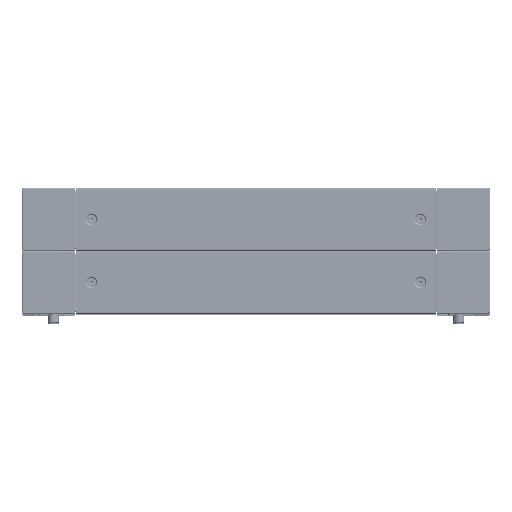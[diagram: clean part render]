
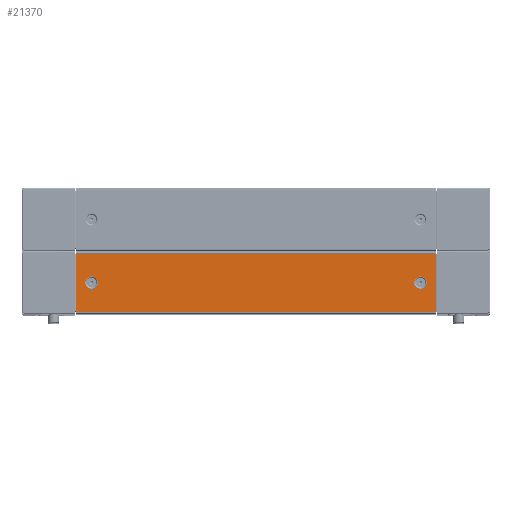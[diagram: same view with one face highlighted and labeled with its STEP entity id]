
A CAD part, top view. The second image highlights one B-rep face of the part: STEP entity #21370.
In plain terms, the highlighted face is planar.
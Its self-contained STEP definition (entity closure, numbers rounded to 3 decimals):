
#418 = EDGE_LOOP ( 'NONE', ( #11214, #11227 ) ) ;
#422 = EDGE_LOOP ( 'NONE', ( #11197, #11195, #11178, #11226 ) ) ;
#423 = EDGE_LOOP ( 'NONE', ( #11199, #11213 ) ) ;
#6796 = VECTOR ( 'NONE', #31044, 1000. ) ;
#6820 = LINE ( 'NONE', #31045, #6845 ) ;
#6823 = CIRCLE ( 'NONE', #30814, 10. ) ;
#6824 = LINE ( 'NONE', #31037, #6796 ) ;
#6845 = VECTOR ( 'NONE', #31051, 1000. ) ;
#6848 = VECTOR ( 'NONE', #31058, 1000. ) ;
#6888 = LINE ( 'NONE', #31050, #6848 ) ;
#7010 = CIRCLE ( 'NONE', #30807, 10. ) ;
#7670 = VECTOR ( 'NONE', #21179, 1000. ) ;
#8865 = CIRCLE ( 'NONE', #30851, 10. ) ;
#8905 = CIRCLE ( 'NONE', #30892, 10. ) ;
#10230 = FACE_BOUND ( 'NONE', #423, .T. ) ;
#10232 = FACE_BOUND ( 'NONE', #418, .T. ) ;
#10237 = FACE_OUTER_BOUND ( 'NONE', #422, .T. ) ;
#10783 = LINE ( 'NONE', #21178, #7670 ) ;
#11178 = ORIENTED_EDGE ( 'NONE', *, *, #24126, .T. ) ;
#11195 = ORIENTED_EDGE ( 'NONE', *, *, #24120, .F. ) ;
#11197 = ORIENTED_EDGE ( 'NONE', *, *, #24123, .T. ) ;
#11199 = ORIENTED_EDGE ( 'NONE', *, *, #24135, .F. ) ;
#11213 = ORIENTED_EDGE ( 'NONE', *, *, #24017, .F. ) ;
#11214 = ORIENTED_EDGE ( 'NONE', *, *, #24041, .T. ) ;
#11226 = ORIENTED_EDGE ( 'NONE', *, *, #24087, .F. ) ;
#11227 = ORIENTED_EDGE ( 'NONE', *, *, #24117, .T. ) ;
#17045 = AXIS2_PLACEMENT_3D ( 'NONE', #19404, #19409, #19410 ) ;
#19404 = CARTESIAN_POINT ( 'NONE',  ( -289., -48., 0. ) ) ;
#19406 = PLANE ( 'NONE',  #17045 ) ;
#19409 = DIRECTION ( 'NONE',  ( 0., 0., 1. ) ) ;
#19410 = DIRECTION ( 'NONE',  ( 1., 0., 0. ) ) ;
#20998 = CARTESIAN_POINT ( 'NONE',  ( 263.5, 0., 0. ) ) ;
#20999 = DIRECTION ( 'NONE',  ( 0., 0., -1. ) ) ;
#21000 = DIRECTION ( 'NONE',  ( -1., 0., 0. ) ) ;
#21064 = CARTESIAN_POINT ( 'NONE',  ( -263.5, 0., 0. ) ) ;
#21065 = DIRECTION ( 'NONE',  ( 0., 0., 1. ) ) ;
#21066 = DIRECTION ( 'NONE',  ( 1., 0., 0. ) ) ;
#21178 = CARTESIAN_POINT ( 'NONE',  ( 289., 48., 0. ) ) ;
#21179 = DIRECTION ( 'NONE',  ( 0., 1., 0. ) ) ;
#21370 = ADVANCED_FACE ( 'NONE', ( #10232, #10237, #10230 ), #19406, .F. ) ;
#23490 = VERTEX_POINT ( 'NONE', #28364 ) ;
#23492 = VERTEX_POINT ( 'NONE', #28366 ) ;
#23503 = VERTEX_POINT ( 'NONE', #28377 ) ;
#23505 = VERTEX_POINT ( 'NONE', #28379 ) ;
#23514 = VERTEX_POINT ( 'NONE', #28388 ) ;
#23515 = VERTEX_POINT ( 'NONE', #28389 ) ;
#23516 = VERTEX_POINT ( 'NONE', #28390 ) ;
#23518 = VERTEX_POINT ( 'NONE', #28392 ) ;
#24017 = EDGE_CURVE ( 'NONE', #23490, #23492, #8905, .T. ) ;
#24041 = EDGE_CURVE ( 'NONE', #23505, #23503, #8865, .T. ) ;
#24087 = EDGE_CURVE ( 'NONE', #23514, #23518, #10783, .T. ) ;
#24117 = EDGE_CURVE ( 'NONE', #23503, #23505, #6823, .T. ) ;
#24120 = EDGE_CURVE ( 'NONE', #23515, #23516, #6824, .T. ) ;
#24123 = EDGE_CURVE ( 'NONE', #23514, #23516, #6820, .T. ) ;
#24126 = EDGE_CURVE ( 'NONE', #23515, #23518, #6888, .T. ) ;
#24135 = EDGE_CURVE ( 'NONE', #23492, #23490, #7010, .T. ) ;
#28364 = CARTESIAN_POINT ( 'NONE',  ( 273.5, 0., 0. ) ) ;
#28366 = CARTESIAN_POINT ( 'NONE',  ( 253.5, 0., 0. ) ) ;
#28377 = CARTESIAN_POINT ( 'NONE',  ( -273.5, 0., 0. ) ) ;
#28379 = CARTESIAN_POINT ( 'NONE',  ( -253.5, 0., 0. ) ) ;
#28388 = CARTESIAN_POINT ( 'NONE',  ( 289., -47.9, 0. ) ) ;
#28389 = CARTESIAN_POINT ( 'NONE',  ( -289., 47.9, 0. ) ) ;
#28390 = CARTESIAN_POINT ( 'NONE',  ( -289., -47.9, 0. ) ) ;
#28392 = CARTESIAN_POINT ( 'NONE',  ( 289., 47.9, 0. ) ) ;
#30807 = AXIS2_PLACEMENT_3D ( 'NONE', #31063, #31078, #31079 ) ;
#30814 = AXIS2_PLACEMENT_3D ( 'NONE', #31034, #31035, #31036 ) ;
#30851 = AXIS2_PLACEMENT_3D ( 'NONE', #21064, #21065, #21066 ) ;
#30892 = AXIS2_PLACEMENT_3D ( 'NONE', #20998, #20999, #21000 ) ;
#31034 = CARTESIAN_POINT ( 'NONE',  ( -263.5, 0., 0. ) ) ;
#31035 = DIRECTION ( 'NONE',  ( 0., 0., 1. ) ) ;
#31036 = DIRECTION ( 'NONE',  ( 1., 0., 0. ) ) ;
#31037 = CARTESIAN_POINT ( 'NONE',  ( -289., 48., 0. ) ) ;
#31044 = DIRECTION ( 'NONE',  ( 0., -1., 0. ) ) ;
#31045 = CARTESIAN_POINT ( 'NONE',  ( 289., -47.9, 0. ) ) ;
#31050 = CARTESIAN_POINT ( 'NONE',  ( -289., 47.9, 0. ) ) ;
#31051 = DIRECTION ( 'NONE',  ( -1., 0., 0. ) ) ;
#31058 = DIRECTION ( 'NONE',  ( 1., 0., 0. ) ) ;
#31063 = CARTESIAN_POINT ( 'NONE',  ( 263.5, 0., 0. ) ) ;
#31078 = DIRECTION ( 'NONE',  ( 0., 0., -1. ) ) ;
#31079 = DIRECTION ( 'NONE',  ( -1., 0., 0. ) ) ;
